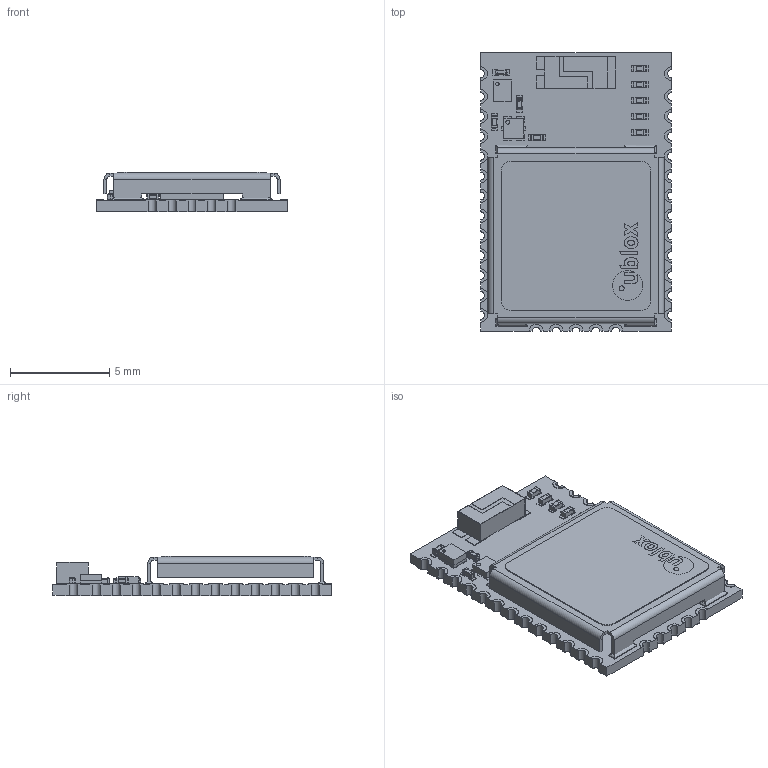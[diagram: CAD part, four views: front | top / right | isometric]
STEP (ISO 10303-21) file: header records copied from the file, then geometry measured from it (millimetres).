
FILE_DESCRIPTION (( 'STEP AP214' ), '1' );
FILE_NAME ('CAM (STEP-AP214).STEP', '2014-02-28T10:19:59', ( '' ), ( '' ), 'SwSTEP 2.0', 'SolidWorks 2011', '' );
FILE_SCHEMA (( 'AUTOMOTIVE_DESIGN' ));
Length unit declared in the file: millimetre
Products named in the file (10): u-blox_MAX_label_Default; GPS_CHIP_ANT; SAW_FILTER; NJG1143UA2; C0201; R0201; L0201; SHIELDING_COVER_FOR_CAM_Default; CAM_PCB; CAM (STEP-AP214)
Assembly tree (15 placements, depth 2):
  CAM (STEP-AP214)
    SAW_FILTER
    C0201  x3
    L0201
    NJG1143UA2
    SHIELDING_COVER_FOR_CAM_Default
    R0201  x5
    CAM_PCB
    GPS_CHIP_ANT
    u-blox_MAX_label_Default
Bounding box: 9.6 x 14 x 2 mm (x, y, z)
Volume: 99.1 mm3; surface area: 684 mm2
Topology: 46 solids, 46 shells, 1306 faces, 3279 edges, 2080 vertices
Faces by surface type: plane 905, cylinder 269, torus 56, bspline 44, sphere 32
Entity records: 40888 total; most frequent: CARTESIAN_POINT 5951, ORIENTED_EDGE 5206, DIRECTION 4893, EDGE_CURVE 2603, LINE 2105, VECTOR 2105, VERTEX_POINT 1684, AXIS2_PLACEMENT_3D 1394
